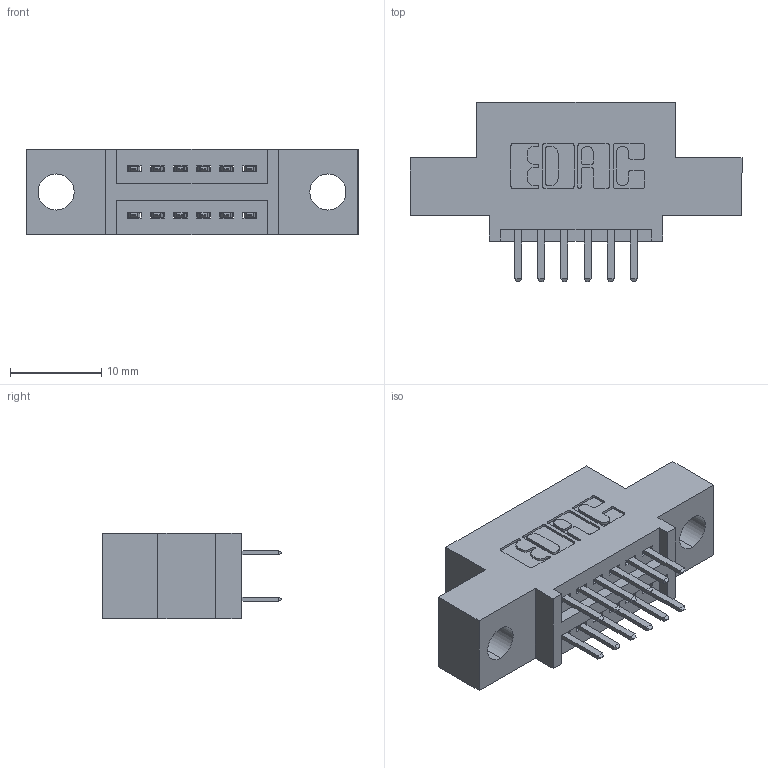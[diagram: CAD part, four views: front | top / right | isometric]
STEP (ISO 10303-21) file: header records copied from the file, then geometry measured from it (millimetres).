
FILE_DESCRIPTION (( 'STEP AP203' ), '1' );
FILE_NAME ('345-012-520-504.STEP', '2021-05-19T15:39:08', ( '' ), ( '' ), 'SwSTEP 2.0', 'SolidWorks 2020', '' );
FILE_SCHEMA (( 'CONFIG_CONTROL_DESIGN' ));
Length unit declared in the file: inch
Products named in the file (3): 345-292-001_345-293-120; 345-012-520-504; 345 Part_0.110 Offset - 0.156 Dia-TI
Assembly tree (13 placements, depth 2):
  345-012-520-504
    345 Part_0.110 Offset - 0.156 Dia-TI
    345-292-001_345-293-120  x12
Bounding box: 36.45 x 19.68 x 9.4 mm (x, y, z)
Volume: 3021.9 mm3; surface area: 3702.9 mm2
Topology: 13 solids, 13 shells, 792 faces, 2273 edges, 1482 vertices
Faces by surface type: plane 518, cylinder 274
Entity records: 10219 total; most frequent: CARTESIAN_POINT 1766, ORIENTED_EDGE 1686, DIRECTION 1587, EDGE_CURVE 843, VECTOR 683, LINE 683, VERTEX_POINT 558, AXIS2_PLACEMENT_3D 452
